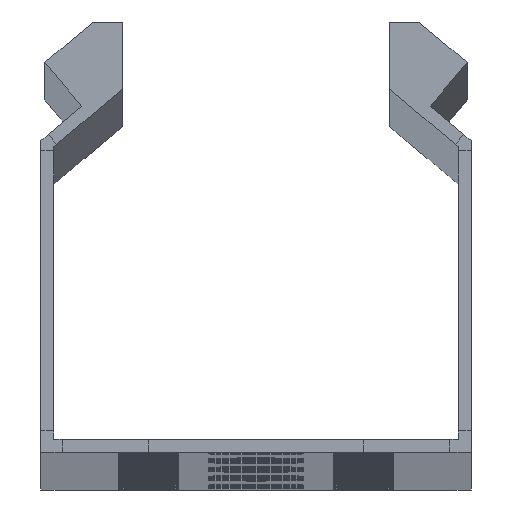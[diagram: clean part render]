
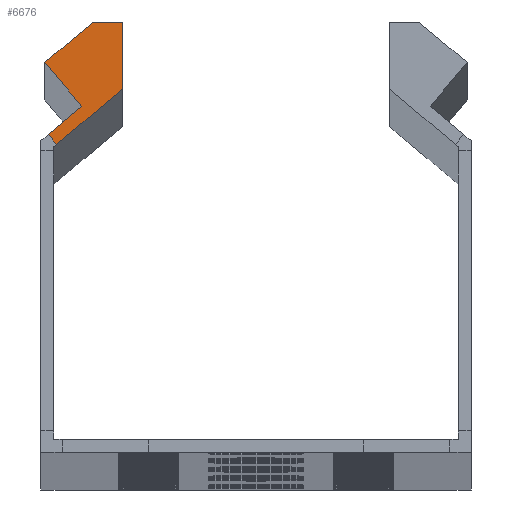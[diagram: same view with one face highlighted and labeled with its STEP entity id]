
A CAD part, top view. The second image highlights one B-rep face of the part: STEP entity #6676.
In plain terms, the highlighted planar face has unit normal (0, 0, 1).
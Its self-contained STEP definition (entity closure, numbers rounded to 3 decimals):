
#107 = EDGE_CURVE ( 'NONE', #23177, #14913, #10950, .T. ) ;
#368 = ORIENTED_EDGE ( 'NONE', *, *, #4485, .T. ) ;
#1363 = DIRECTION ( 'NONE',  ( 0., 1., 0. ) ) ;
#1382 = LINE ( 'NONE', #28473, #31520 ) ;
#1457 = ORIENTED_EDGE ( 'NONE', *, *, #107, .F. ) ;
#1857 = EDGE_CURVE ( 'NONE', #32956, #30280, #30887, .T. ) ;
#3989 = CARTESIAN_POINT ( 'NONE',  ( -23.143, 35.766, 1250. ) ) ;
#4377 = VECTOR ( 'NONE', #20783, 1000. ) ;
#4485 = EDGE_CURVE ( 'NONE', #14729, #10690, #8223, .T. ) ;
#5268 = LINE ( 'NONE', #26321, #33528 ) ;
#5596 = PLANE ( 'NONE',  #25905 ) ;
#6676 = ADVANCED_FACE ( 'NONE', ( #20851 ), #5596, .T. ) ;
#6694 = VECTOR ( 'NONE', #16336, 1000. ) ;
#7278 = EDGE_CURVE ( 'NONE', #33295, #14913, #27448, .T. ) ;
#8223 = LINE ( 'NONE', #37436, #19055 ) ;
#8302 = CARTESIAN_POINT ( 'NONE',  ( -23.143, 35.766, 1250. ) ) ;
#8347 = LINE ( 'NONE', #26008, #13062 ) ;
#10407 = ORIENTED_EDGE ( 'NONE', *, *, #7278, .T. ) ;
#10690 = VERTEX_POINT ( 'NONE', #20236 ) ;
#10950 = LINE ( 'NONE', #8302, #6694 ) ;
#13062 = VECTOR ( 'NONE', #34596, 1000. ) ;
#14729 = VERTEX_POINT ( 'NONE', #33969 ) ;
#14858 = VECTOR ( 'NONE', #19800, 1000. ) ;
#14913 = VERTEX_POINT ( 'NONE', #19261 ) ;
#16111 = CARTESIAN_POINT ( 'NONE',  ( -24.5, 45.276, 1250. ) ) ;
#16336 = DIRECTION ( 'NONE',  ( -0.643, 0.766, 0. ) ) ;
#16609 = DIRECTION ( 'NONE',  ( -1., 0., 0. ) ) ;
#17570 = CARTESIAN_POINT ( 'NONE',  ( -16.393, 41.43, 1250. ) ) ;
#17703 = DIRECTION ( 'NONE',  ( 0., 0., 1. ) ) ;
#19055 = VECTOR ( 'NONE', #1363, 1000. ) ;
#19261 = CARTESIAN_POINT ( 'NONE',  ( -24.107, 36.915, 1250. ) ) ;
#19800 = DIRECTION ( 'NONE',  ( -0.766, -0.643, 0. ) ) ;
#20236 = CARTESIAN_POINT ( 'NONE',  ( -15.5, 49.966, 1250. ) ) ;
#20357 = DIRECTION ( 'NONE',  ( 0.643, -0.766, 0. ) ) ;
#20783 = DIRECTION ( 'NONE',  ( -0.766, -0.643, 0. ) ) ;
#20796 = ORIENTED_EDGE ( 'NONE', *, *, #34390, .F. ) ;
#20851 = FACE_OUTER_BOUND ( 'NONE', #24110, .T. ) ;
#23177 = VERTEX_POINT ( 'NONE', #3989 ) ;
#23958 = CARTESIAN_POINT ( 'NONE',  ( -17.357, 42.579, 1250. ) ) ;
#24110 = EDGE_LOOP ( 'NONE', ( #1457, #20796, #368, #35474, #26301, #37665, #10407 ) ) ;
#25905 = AXIS2_PLACEMENT_3D ( 'NONE', #17570, #17703, #35498 ) ;
#26008 = CARTESIAN_POINT ( 'NONE',  ( -16.393, 41.43, 1250. ) ) ;
#26301 = ORIENTED_EDGE ( 'NONE', *, *, #1857, .T. ) ;
#26321 = CARTESIAN_POINT ( 'NONE',  ( -24.5, 45.276, 1250. ) ) ;
#26752 = EDGE_CURVE ( 'NONE', #30280, #33295, #5268, .T. ) ;
#27448 = LINE ( 'NONE', #23958, #4377 ) ;
#28473 = CARTESIAN_POINT ( 'NONE',  ( -15.5, 49.966, 1250. ) ) ;
#29385 = CARTESIAN_POINT ( 'NONE',  ( -20.221, 40.176, 1250. ) ) ;
#30280 = VERTEX_POINT ( 'NONE', #16111 ) ;
#30887 = LINE ( 'NONE', #37900, #14858 ) ;
#31520 = VECTOR ( 'NONE', #16609, 1000. ) ;
#32956 = VERTEX_POINT ( 'NONE', #35517 ) ;
#33115 = EDGE_CURVE ( 'NONE', #10690, #32956, #1382, .T. ) ;
#33295 = VERTEX_POINT ( 'NONE', #29385 ) ;
#33528 = VECTOR ( 'NONE', #20357, 1000. ) ;
#33969 = CARTESIAN_POINT ( 'NONE',  ( -15.5, 42.179, 1250. ) ) ;
#34390 = EDGE_CURVE ( 'NONE', #14729, #23177, #8347, .T. ) ;
#34596 = DIRECTION ( 'NONE',  ( -0.766, -0.643, 0. ) ) ;
#35474 = ORIENTED_EDGE ( 'NONE', *, *, #33115, .T. ) ;
#35498 = DIRECTION ( 'NONE',  ( -0.766, -0.643, 0. ) ) ;
#35517 = CARTESIAN_POINT ( 'NONE',  ( -18.91, 49.966, 1250. ) ) ;
#37436 = CARTESIAN_POINT ( 'NONE',  ( -15.5, 42.179, 1250. ) ) ;
#37665 = ORIENTED_EDGE ( 'NONE', *, *, #26752, .T. ) ;
#37900 = CARTESIAN_POINT ( 'NONE',  ( -15.5, 52.828, 1250. ) ) ;
